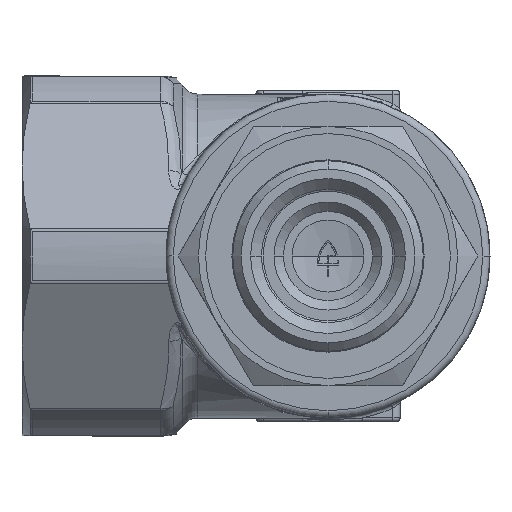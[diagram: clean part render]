
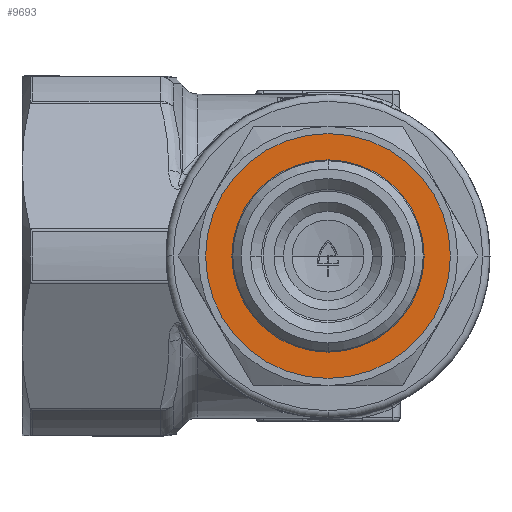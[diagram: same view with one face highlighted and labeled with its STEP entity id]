
A CAD part, front view. The second image highlights one B-rep face of the part: STEP entity #9693.
In plain terms, the highlighted planar face has unit normal (0, -1, 0).
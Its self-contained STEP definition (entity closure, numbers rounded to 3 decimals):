
#948 = DIRECTION ( 'NONE',  ( 0., 1., 0. ) ) ;
#1816 = DIRECTION ( 'NONE',  ( 0., 1., 0. ) ) ;
#4059 = DIRECTION ( 'NONE',  ( 0., 1., 0. ) ) ;
#4108 = VERTEX_POINT ( 'NONE', #24821 ) ;
#6820 = VERTEX_POINT ( 'NONE', #22019 ) ;
#6823 = CARTESIAN_POINT ( 'NONE',  ( 0., -37., 0. ) ) ;
#7331 = VERTEX_POINT ( 'NONE', #10192 ) ;
#7782 = EDGE_LOOP ( 'NONE', ( #8698, #12502 ) ) ;
#8698 = ORIENTED_EDGE ( 'NONE', *, *, #13336, .T. ) ;
#9693 = ADVANCED_FACE ( 'NONE', ( #38095, #21228 ), #14047, .F. ) ;
#10009 = DIRECTION ( 'NONE',  ( 0., 0., 1. ) ) ;
#10192 = CARTESIAN_POINT ( 'NONE',  ( 0., -37., 17. ) ) ;
#11131 = DIRECTION ( 'NONE',  ( 0., 1., 0. ) ) ;
#12502 = ORIENTED_EDGE ( 'NONE', *, *, #36658, .T. ) ;
#13336 = EDGE_CURVE ( 'NONE', #6820, #18871, #28584, .T. ) ;
#14047 = PLANE ( 'NONE',  #22142 ) ;
#15928 = EDGE_CURVE ( 'NONE', #7331, #4108, #39127, .T. ) ;
#18871 = VERTEX_POINT ( 'NONE', #19336 ) ;
#19336 = CARTESIAN_POINT ( 'NONE',  ( 0., -37., -13.35 ) ) ;
#20066 = CARTESIAN_POINT ( 'NONE',  ( 0., -37., 0. ) ) ;
#20574 = CIRCLE ( 'NONE', #40795, 13.35 ) ;
#20972 = CARTESIAN_POINT ( 'NONE',  ( 0., -37., 0. ) ) ;
#21228 = FACE_BOUND ( 'NONE', #7782, .T. ) ;
#22019 = CARTESIAN_POINT ( 'NONE',  ( 0., -37., 13.35 ) ) ;
#22142 = AXIS2_PLACEMENT_3D ( 'NONE', #30174, #11131, #33379 ) ;
#23209 = CARTESIAN_POINT ( 'NONE',  ( 0., -37., 0. ) ) ;
#23290 = DIRECTION ( 'NONE',  ( 0., 0., 1. ) ) ;
#23296 = AXIS2_PLACEMENT_3D ( 'NONE', #20066, #948, #23290 ) ;
#24175 = DIRECTION ( 'NONE',  ( 0., 0., 1. ) ) ;
#24821 = CARTESIAN_POINT ( 'NONE',  ( 0., -37., -17. ) ) ;
#26397 = DIRECTION ( 'NONE',  ( 0., 0., 1. ) ) ;
#26915 = ORIENTED_EDGE ( 'NONE', *, *, #15928, .F. ) ;
#27194 = CIRCLE ( 'NONE', #27849, 17. ) ;
#27849 = AXIS2_PLACEMENT_3D ( 'NONE', #23209, #4059, #26397 ) ;
#28584 = CIRCLE ( 'NONE', #23296, 13.35 ) ;
#29080 = DIRECTION ( 'NONE',  ( 0., 1., 0. ) ) ;
#30174 = CARTESIAN_POINT ( 'NONE',  ( -17., -37., 0. ) ) ;
#33349 = AXIS2_PLACEMENT_3D ( 'NONE', #6823, #29080, #10009 ) ;
#33379 = DIRECTION ( 'NONE',  ( 0., 0., 1. ) ) ;
#36658 = EDGE_CURVE ( 'NONE', #18871, #6820, #20574, .T. ) ;
#36932 = EDGE_LOOP ( 'NONE', ( #26915, #39980 ) ) ;
#38095 = FACE_OUTER_BOUND ( 'NONE', #36932, .T. ) ;
#38440 = EDGE_CURVE ( 'NONE', #4108, #7331, #27194, .T. ) ;
#39127 = CIRCLE ( 'NONE', #33349, 17. ) ;
#39980 = ORIENTED_EDGE ( 'NONE', *, *, #38440, .F. ) ;
#40795 = AXIS2_PLACEMENT_3D ( 'NONE', #20972, #1816, #24175 ) ;
